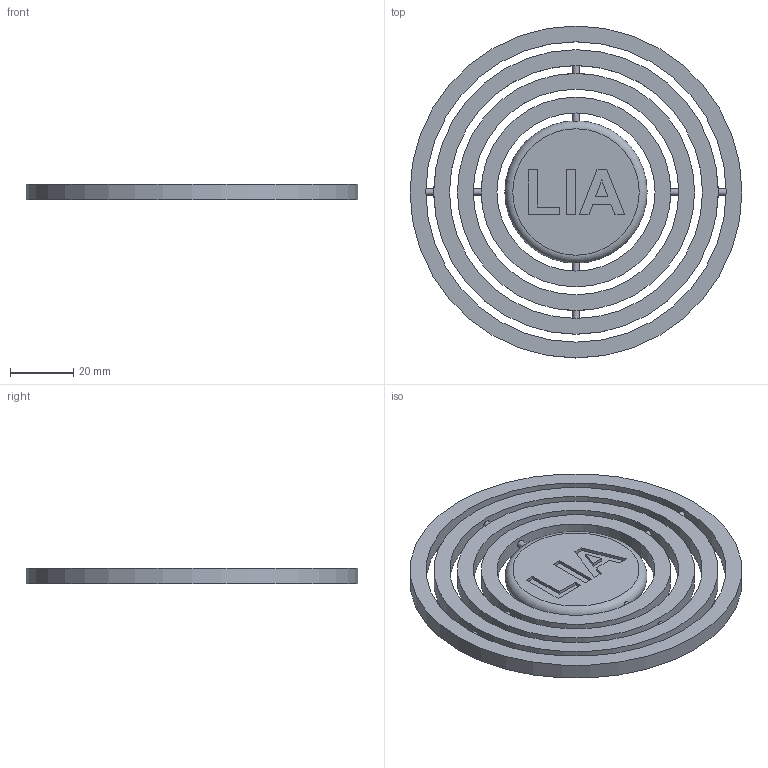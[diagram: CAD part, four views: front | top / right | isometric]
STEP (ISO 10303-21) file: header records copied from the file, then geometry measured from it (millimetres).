
FILE_DESCRIPTION(/* description */ (''),/* implementation_level */ '2;1');
FILE_NAME(/* name */ 'gyroscope_final v2.step',/* time_stamp */ '2020-10-05T23:04:56-04:00',/* author */ (''),/* organization */ (''),/* preprocessor_version */ 'ST-DEVELOPER v18.1',/* originating_system */ 'Autodesk Translation Framework v9.3.0.1241',/* authorisation */ '');
FILE_SCHEMA (('AUTOMOTIVE_DESIGN { 1 0 10303 214 3 1 1 }'));
Length unit declared in the file: millimetre
Products named in the file (1): gyroscope_final
Bounding box: 105 x 105 x 5 mm (x, y, z)
Volume: 31608.8 mm3; surface area: 23927.9 mm2
Topology: 5 solids, 5 shells, 206 faces, 514 edges, 346 vertices
Faces by surface type: plane 132, bspline 49, cylinder 24, torus 1
Full cylindrical faces by diameter (mm): 2.1 x8, 2.5 x8, 50 x1, 60 x1, 65 x1, 75 x1, 80 x1, 90 x1, 95 x1, 105 x1
Entity records: 7070 total; most frequent: CARTESIAN_POINT 2450, ORIENTED_EDGE 1028, DIRECTION 733, EDGE_CURVE 514, LINE 347, VECTOR 347, VERTEX_POINT 346, EDGE_LOOP 242
